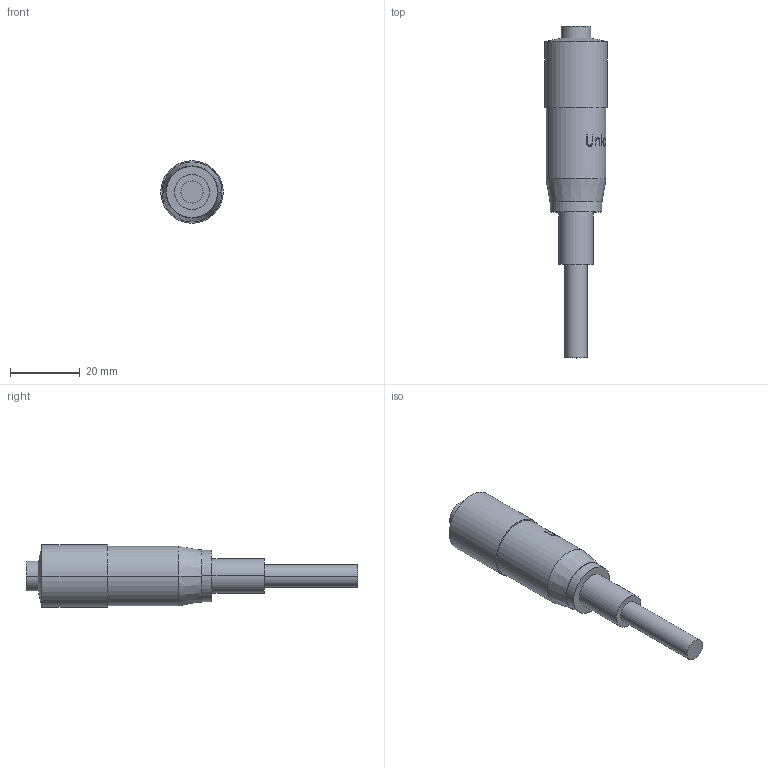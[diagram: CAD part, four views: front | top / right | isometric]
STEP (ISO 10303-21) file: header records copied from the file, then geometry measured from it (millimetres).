
FILE_DESCRIPTION (( 'STEP AP214' ), '1' );
FILE_NAME ('07MT25-1000.STEP', '2018-01-17T06:38:21', ( '' ), ( '' ), 'SwSTEP 2.0', 'SolidWorks 2016', '' );
FILE_SCHEMA (( 'AUTOMOTIVE_DESIGN' ));
Length unit declared in the file: millimetre
Products named in the file (1): 07MT25-1000
Bounding box: 18 x 95.5 x 18 mm (x, y, z)
Surface area: 6399 mm2 (no closed solid volume)
Topology: 0 solids, 6 shells, 74 faces, 586 edges, 510 vertices
Faces by surface type: bspline 27, cylinder 25, plane 18, cone 4
Entity records: 11160 total; most frequent: CARTESIAN_POINT 6483, ORIENTED_EDGE 722, DIRECTION 660, EDGE_CURVE 586, VERTEX_POINT 510, AXIS2_PLACEMENT_3D 227, LINE 206, VECTOR 206
